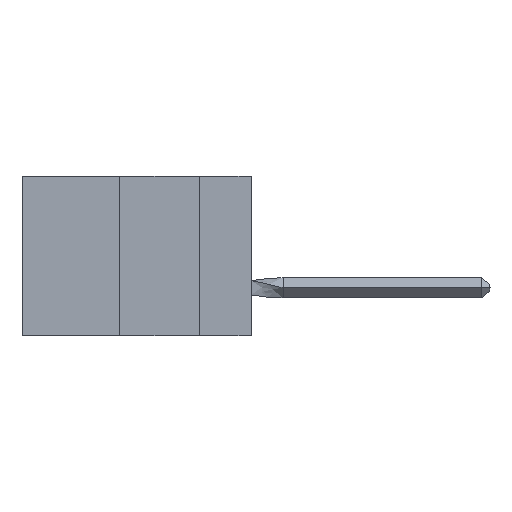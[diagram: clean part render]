
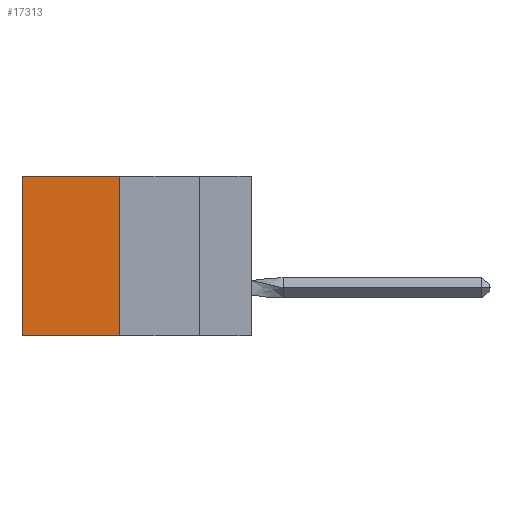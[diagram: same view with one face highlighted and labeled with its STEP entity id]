
A CAD part, left-side view. The second image highlights one B-rep face of the part: STEP entity #17313.
In plain terms, the highlighted planar face has unit normal (-1, 0, 0).
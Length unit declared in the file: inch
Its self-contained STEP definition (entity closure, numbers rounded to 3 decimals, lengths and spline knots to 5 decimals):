
#93 = CARTESIAN_POINT ( 'NONE',  ( 0.305, 0.72, -0.5 ) ) ;
#600 = VERTEX_POINT ( 'NONE', #6238 ) ;
#865 = DIRECTION ( 'NONE',  ( 0., 1., 0. ) ) ;
#1523 = ORIENTED_EDGE ( 'NONE', *, *, #14209, .F. ) ;
#1698 = VECTOR ( 'NONE', #11662, 39.37008 ) ;
#1872 = ORIENTED_EDGE ( 'NONE', *, *, #6014, .T. ) ;
#2198 = ORIENTED_EDGE ( 'NONE', *, *, #12490, .F. ) ;
#2629 = EDGE_CURVE ( 'NONE', #5985, #600, #6268, .T. ) ;
#3803 = VECTOR ( 'NONE', #8270, 39.37008 ) ;
#4070 = CARTESIAN_POINT ( 'NONE',  ( 0.305, 0.413, 0. ) ) ;
#4132 = EDGE_LOOP ( 'NONE', ( #1872, #2198, #1523, #16259 ) ) ;
#4766 = PLANE ( 'NONE',  #16128 ) ;
#5212 = VECTOR ( 'NONE', #16255, 39.37008 ) ;
#5318 = LINE ( 'NONE', #6144, #1698 ) ;
#5625 = CARTESIAN_POINT ( 'NONE',  ( 0.305, 0.413, 0. ) ) ;
#5985 = VERTEX_POINT ( 'NONE', #4070 ) ;
#6014 = EDGE_CURVE ( 'NONE', #600, #8822, #7449, .T. ) ;
#6144 = CARTESIAN_POINT ( 'NONE',  ( 0.305, 0.413, -0.5 ) ) ;
#6238 = CARTESIAN_POINT ( 'NONE',  ( 0.305, 0.72, 0. ) ) ;
#6268 = LINE ( 'NONE', #5625, #5212 ) ;
#6274 = FACE_OUTER_BOUND ( 'NONE', #4132, .T. ) ;
#7449 = LINE ( 'NONE', #93, #3803 ) ;
#8270 = DIRECTION ( 'NONE',  ( 0., 0., -1. ) ) ;
#8822 = VERTEX_POINT ( 'NONE', #13357 ) ;
#9636 = VECTOR ( 'NONE', #865, 39.37008 ) ;
#11301 = CARTESIAN_POINT ( 'NONE',  ( 0.305, 0.413, -0.5 ) ) ;
#11662 = DIRECTION ( 'NONE',  ( 0., 0., -1. ) ) ;
#12490 = EDGE_CURVE ( 'NONE', #12746, #8822, #13829, .T. ) ;
#12746 = VERTEX_POINT ( 'NONE', #13398 ) ;
#13357 = CARTESIAN_POINT ( 'NONE',  ( 0.305, 0.72, -0.5 ) ) ;
#13398 = CARTESIAN_POINT ( 'NONE',  ( 0.305, 0.413, -0.5 ) ) ;
#13829 = LINE ( 'NONE', #11301, #9636 ) ;
#14209 = EDGE_CURVE ( 'NONE', #5985, #12746, #5318, .T. ) ;
#15557 = DIRECTION ( 'NONE',  ( 1., 0., 0. ) ) ;
#15673 = CARTESIAN_POINT ( 'NONE',  ( 0.305, 0.413, -0.5 ) ) ;
#16128 = AXIS2_PLACEMENT_3D ( 'NONE', #15673, #15557, #16921 ) ;
#16255 = DIRECTION ( 'NONE',  ( 0., 1., 0. ) ) ;
#16259 = ORIENTED_EDGE ( 'NONE', *, *, #2629, .T. ) ;
#16921 = DIRECTION ( 'NONE',  ( 0., 0., -1. ) ) ;
#17313 = ADVANCED_FACE ( 'NONE', ( #6274 ), #4766, .F. ) ;
